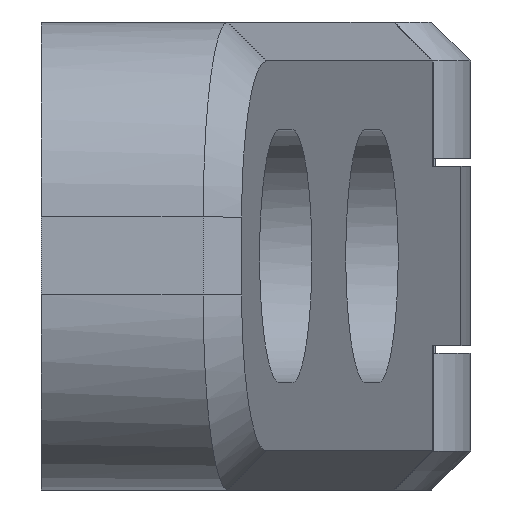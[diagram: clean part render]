
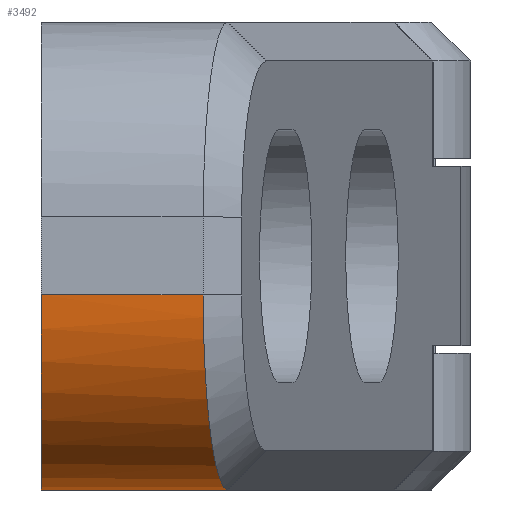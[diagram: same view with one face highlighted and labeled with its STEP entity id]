
A CAD part, front view. The second image highlights one B-rep face of the part: STEP entity #3492.
In plain terms, the highlighted cylindrical face has radius 5 mm (diameter 10 mm), a partial arc.
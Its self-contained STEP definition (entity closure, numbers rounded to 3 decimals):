
#21 = ORIENTED_EDGE ( 'NONE', *, *, #2521, .F. ) ;
#33 = CARTESIAN_POINT ( 'NONE',  ( -1.463, -35.903, -5.624 ) ) ;
#45 = CARTESIAN_POINT ( 'NONE',  ( -1.838, -38.873, -2.301 ) ) ;
#54 = CARTESIAN_POINT ( 'NONE',  ( -1.566, -36.713, -5.2 ) ) ;
#66 = CARTESIAN_POINT ( 'NONE',  ( -1.76, -38.25, -3.639 ) ) ;
#76 = CARTESIAN_POINT ( 'NONE',  ( -1.592, -36.919, -5.063 ) ) ;
#103 = VERTEX_POINT ( 'NONE', #2665 ) ;
#201 = DIRECTION ( 'NONE',  ( 0., -1., 0. ) ) ;
#285 = CARTESIAN_POINT ( 'NONE',  ( -6., -39., -1. ) ) ;
#307 = CARTESIAN_POINT ( 'NONE',  ( -1.802, -38.588, -2.988 ) ) ;
#321 = CARTESIAN_POINT ( 'NONE',  ( -1.668, -37.521, -4.55 ) ) ;
#331 = VECTOR ( 'NONE', #2760, 1000. ) ;
#332 = CARTESIAN_POINT ( 'NONE',  ( -1.685, -37.654, -4.417 ) ) ;
#351 = CARTESIAN_POINT ( 'NONE',  ( -1.662, -37.479, -4.591 ) ) ;
#504 = CARTESIAN_POINT ( 'NONE',  ( -1., -39., -1. ) ) ;
#518 = DIRECTION ( 'NONE',  ( 1., 0., 0. ) ) ;
#526 = CARTESIAN_POINT ( 'NONE',  ( -1.264, -34.327, -5.989 ) ) ;
#550 = CARTESIAN_POINT ( 'NONE',  ( -1.223, -34., -6. ) ) ;
#578 = CARTESIAN_POINT ( 'NONE',  ( -1.609, -37.053, -4.963 ) ) ;
#602 = CARTESIAN_POINT ( 'NONE',  ( -1.798, -38.555, -3.061 ) ) ;
#611 = CARTESIAN_POINT ( 'NONE',  ( -1.338, -34.912, -5.916 ) ) ;
#624 = CARTESIAN_POINT ( 'NONE',  ( -1.699, -37.766, -4.294 ) ) ;
#638 = CARTESIAN_POINT ( 'NONE',  ( -5., -34., -6. ) ) ;
#818 = CARTESIAN_POINT ( 'NONE',  ( -1.278, -34.44, -5.981 ) ) ;
#849 = CARTESIAN_POINT ( 'NONE',  ( -1.718, -37.921, -4.104 ) ) ;
#870 = LINE ( 'NONE', #504, #1435 ) ;
#874 = CARTESIAN_POINT ( 'NONE',  ( -1.462, -35.897, -5.626 ) ) ;
#887 = CARTESIAN_POINT ( 'NONE',  ( -1.46, -35.879, -5.633 ) ) ;
#896 = CARTESIAN_POINT ( 'NONE',  ( -1.745, -38.134, -3.812 ) ) ;
#952 = CARTESIAN_POINT ( 'NONE',  ( -1.854, -39., -1. ) ) ;
#1031 = CYLINDRICAL_SURFACE ( 'NONE', #2612, 5. ) ;
#1153 = CARTESIAN_POINT ( 'NONE',  ( -1.792, -38.505, -3.172 ) ) ;
#1162 = CARTESIAN_POINT ( 'NONE',  ( -1.77, -38.335, -3.498 ) ) ;
#1174 = CARTESIAN_POINT ( 'NONE',  ( -1.457, -35.854, -5.644 ) ) ;
#1185 = CARTESIAN_POINT ( 'NONE',  ( -1.804, -38.604, -2.952 ) ) ;
#1233 = EDGE_CURVE ( 'NONE', #103, #1432, #2838, .T. ) ;
#1299 = ORIENTED_EDGE ( 'NONE', *, *, #2839, .F. ) ;
#1355 = CARTESIAN_POINT ( 'NONE',  ( -1.237, -34.109, -6. ) ) ;
#1390 = CARTESIAN_POINT ( 'NONE',  ( -1.284, -34.487, -5.976 ) ) ;
#1432 = VERTEX_POINT ( 'NONE', #2276 ) ;
#1435 = VECTOR ( 'NONE', #518, 1000. ) ;
#1437 = CARTESIAN_POINT ( 'NONE',  ( -1.345, -34.97, -5.905 ) ) ;
#1448 = CARTESIAN_POINT ( 'NONE',  ( -1.57, -36.746, -5.179 ) ) ;
#1456 = CARTESIAN_POINT ( 'NONE',  ( -1.485, -36.074, -5.553 ) ) ;
#1563 = DIRECTION ( 'NONE',  ( -1., 0., 0. ) ) ;
#1567 = B_SPLINE_CURVE_WITH_KNOTS ( 'NONE', 3,
 ( #550, #1355, #3223, #526, #2719, #2730, #818, #3234, #2990, #2708, #1390, #3258, #1662, #3005, #3048, #3016, #611, #2235, #2246, #2215, #1437, #2526, #3287, #3040, #1676, #2514, #2798, #1174, #887, #874, #33, #1456, #3297, #1970, #1700, #1709, #3306, #54, #1448, #1718, #76, #578, #2781, #2490, #1960, #351, #1984, #321, #332, #624, #849, #1936, #2254, #3025, #896, #66, #1162, #2808, #1153, #602, #307, #1185, #45, #2477, #3062 ),
 .UNSPECIFIED., .F., .F.,
 ( 4, 2, 2, 1, 1, 1, 2, 2, 2, 1, 1, 1, 2, 2, 2, 2, 1, 1, 2, 2, 2, 2, 1, 2, 2, 2, 1, 1, 2, 2, 2, 1, 2, 2, 2, 1, 2, 2, 4 ),
 ( 0., 0.031, 0.047, 0.055, 0.059, 0.061, 0.062, 0.062, 0.094, 0.109, 0.117, 0.121, 0.123, 0.125, 0.188, 0.219, 0.234, 0.242, 0.246, 0.25, 0.313, 0.344, 0.359, 0.367, 0.375, 0.438, 0.469, 0.484, 0.492, 0.5, 0.563, 0.594, 0.609, 0.625, 0.688, 0.719, 0.734, 0.75, 1. ),
 .UNSPECIFIED. ) ;
#1662 = CARTESIAN_POINT ( 'NONE',  ( -1.296, -34.581, -5.967 ) ) ;
#1676 = CARTESIAN_POINT ( 'NONE',  ( -1.429, -35.63, -5.727 ) ) ;
#1685 = CARTESIAN_POINT ( 'NONE',  ( -6., -34., -1. ) ) ;
#1700 = CARTESIAN_POINT ( 'NONE',  ( -1.54, -36.512, -5.324 ) ) ;
#1709 = CARTESIAN_POINT ( 'NONE',  ( -1.553, -36.614, -5.262 ) ) ;
#1716 = FACE_OUTER_BOUND ( 'NONE', #1925, .T. ) ;
#1718 = CARTESIAN_POINT ( 'NONE',  ( -1.572, -36.76, -5.169 ) ) ;
#1902 = ORIENTED_EDGE ( 'NONE', *, *, #2820, .T. ) ;
#1925 = EDGE_LOOP ( 'NONE', ( #1930, #1902, #21, #1299 ) ) ;
#1930 = ORIENTED_EDGE ( 'NONE', *, *, #1233, .F. ) ;
#1936 = CARTESIAN_POINT ( 'NONE',  ( -1.728, -37.996, -4.007 ) ) ;
#1960 = CARTESIAN_POINT ( 'NONE',  ( -1.657, -37.437, -4.632 ) ) ;
#1970 = CARTESIAN_POINT ( 'NONE',  ( -1.531, -36.442, -5.364 ) ) ;
#1984 = CARTESIAN_POINT ( 'NONE',  ( -1.666, -37.508, -4.563 ) ) ;
#2215 = CARTESIAN_POINT ( 'NONE',  ( -1.345, -34.967, -5.906 ) ) ;
#2222 = DIRECTION ( 'NONE',  ( 0., 0., 1. ) ) ;
#2235 = CARTESIAN_POINT ( 'NONE',  ( -1.342, -34.944, -5.91 ) ) ;
#2246 = CARTESIAN_POINT ( 'NONE',  ( -1.344, -34.958, -5.907 ) ) ;
#2254 = CARTESIAN_POINT ( 'NONE',  ( -1.737, -38.067, -3.909 ) ) ;
#2276 = CARTESIAN_POINT ( 'NONE',  ( -6., -34., -6. ) ) ;
#2389 = VERTEX_POINT ( 'NONE', #952 ) ;
#2477 = CARTESIAN_POINT ( 'NONE',  ( -1.854, -39., -1.646 ) ) ;
#2490 = CARTESIAN_POINT ( 'NONE',  ( -1.644, -37.335, -4.727 ) ) ;
#2504 = DIRECTION ( 'NONE',  ( -1., 0., 0. ) ) ;
#2514 = CARTESIAN_POINT ( 'NONE',  ( -1.443, -35.74, -5.688 ) ) ;
#2521 = EDGE_CURVE ( 'NONE', #2817, #2389, #870, .T. ) ;
#2526 = CARTESIAN_POINT ( 'NONE',  ( -1.369, -35.153, -5.869 ) ) ;
#2560 = CIRCLE ( 'NONE', #2823, 5. ) ;
#2612 = AXIS2_PLACEMENT_3D ( 'NONE', #2900, #1563, #201 ) ;
#2665 = CARTESIAN_POINT ( 'NONE',  ( -1.223, -34., -6. ) ) ;
#2708 = CARTESIAN_POINT ( 'NONE',  ( -1.284, -34.483, -5.977 ) ) ;
#2719 = CARTESIAN_POINT ( 'NONE',  ( -1.269, -34.364, -5.987 ) ) ;
#2730 = CARTESIAN_POINT ( 'NONE',  ( -1.275, -34.415, -5.983 ) ) ;
#2760 = DIRECTION ( 'NONE',  ( -1., 0., 0. ) ) ;
#2781 = CARTESIAN_POINT ( 'NONE',  ( -1.633, -37.243, -4.807 ) ) ;
#2798 = CARTESIAN_POINT ( 'NONE',  ( -1.449, -35.793, -5.668 ) ) ;
#2808 = CARTESIAN_POINT ( 'NONE',  ( -1.785, -38.45, -3.281 ) ) ;
#2817 = VERTEX_POINT ( 'NONE', #285 ) ;
#2820 = EDGE_CURVE ( 'NONE', #103, #2389, #1567, .T. ) ;
#2823 = AXIS2_PLACEMENT_3D ( 'NONE', #1685, #2504, #2222 ) ;
#2838 = LINE ( 'NONE', #638, #331 ) ;
#2839 = EDGE_CURVE ( 'NONE', #1432, #2817, #2560, .T. ) ;
#2900 = CARTESIAN_POINT ( 'NONE',  ( -1., -34., -1. ) ) ;
#2990 = CARTESIAN_POINT ( 'NONE',  ( -1.283, -34.478, -5.977 ) ) ;
#3005 = CARTESIAN_POINT ( 'NONE',  ( -1.307, -34.666, -5.956 ) ) ;
#3016 = CARTESIAN_POINT ( 'NONE',  ( -1.33, -34.846, -5.928 ) ) ;
#3025 = CARTESIAN_POINT ( 'NONE',  ( -1.742, -38.113, -3.844 ) ) ;
#3040 = CARTESIAN_POINT ( 'NONE',  ( -1.419, -35.555, -5.753 ) ) ;
#3048 = CARTESIAN_POINT ( 'NONE',  ( -1.322, -34.788, -5.938 ) ) ;
#3062 = CARTESIAN_POINT ( 'NONE',  ( -1.854, -39., -1. ) ) ;
#3223 = CARTESIAN_POINT ( 'NONE',  ( -1.249, -34.204, -5.996 ) ) ;
#3234 = CARTESIAN_POINT ( 'NONE',  ( -1.282, -34.466, -5.978 ) ) ;
#3258 = CARTESIAN_POINT ( 'NONE',  ( -1.284, -34.487, -5.976 ) ) ;
#3287 = CARTESIAN_POINT ( 'NONE',  ( -1.39, -35.32, -5.825 ) ) ;
#3297 = CARTESIAN_POINT ( 'NONE',  ( -1.504, -36.226, -5.48 ) ) ;
#3306 = CARTESIAN_POINT ( 'NONE',  ( -1.559, -36.664, -5.231 ) ) ;
#3492 = ADVANCED_FACE ( 'NONE', ( #1716 ), #1031, .T. ) ;
